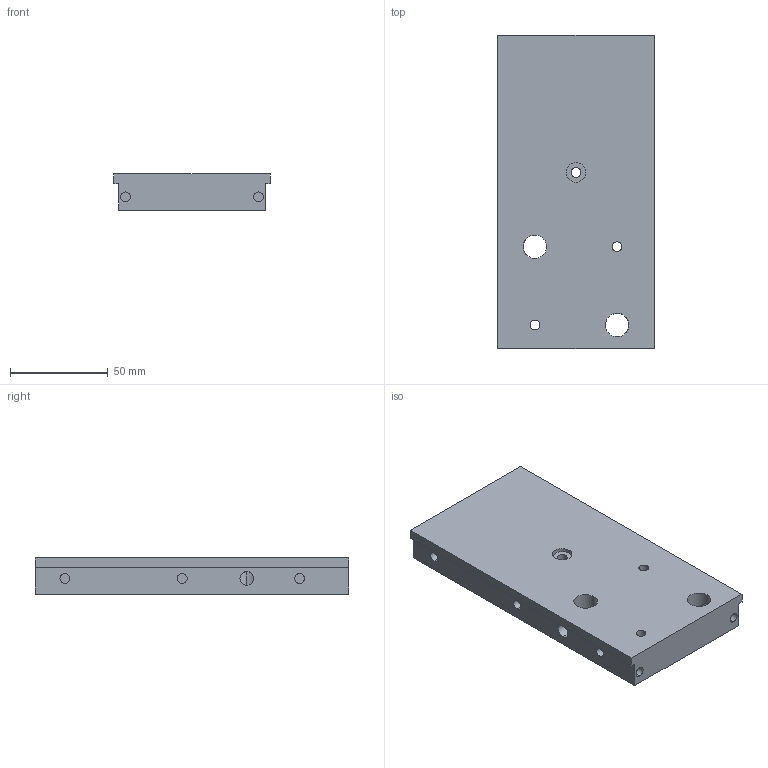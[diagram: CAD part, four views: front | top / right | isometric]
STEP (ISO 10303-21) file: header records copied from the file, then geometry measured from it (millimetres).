
FILE_DESCRIPTION (( 'STEP AP203' ), '1' );
FILE_NAME ('Pinning Station Vertical Plate_Default_sldprt.STEP', '2023-10-19T05:35:05', ( '' ), ( '' ), 'SwSTEP 2.0', 'SolidWorks 2023', '' );
FILE_SCHEMA (( 'CONFIG_CONTROL_DESIGN' ));
Length unit declared in the file: millimetre
Products named in the file (1): Pinning Station Vertical Plate_Default_sldprt
Bounding box: 80 x 160 x 18.5 mm (x, y, z)
Volume: 217528.8 mm3; surface area: 37999.3 mm2
Topology: 1 solids, 1 shells, 51 faces, 122 edges, 80 vertices
Faces by surface type: cylinder 32, plane 19
Entity records: 1741 total; most frequent: CARTESIAN_POINT 394, DIRECTION 282, ORIENTED_EDGE 244, EDGE_CURVE 122, AXIS2_PLACEMENT_3D 112, VERTEX_POINT 80, EDGE_LOOP 72, CIRCLE 60
